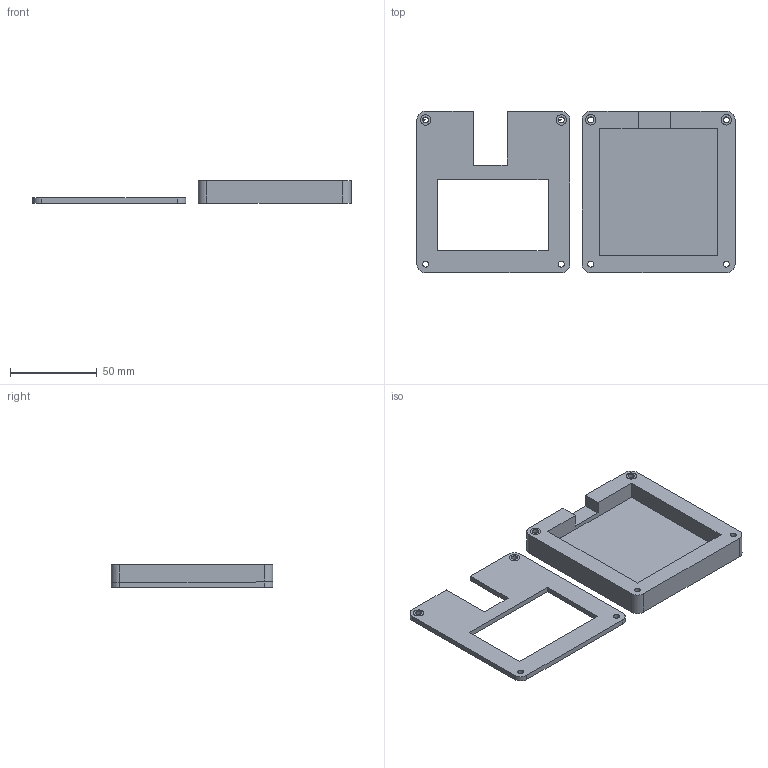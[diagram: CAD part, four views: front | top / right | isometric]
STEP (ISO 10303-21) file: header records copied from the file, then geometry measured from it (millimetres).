
FILE_DESCRIPTION(/* description */ (''),/* implementation_level */ '2;1');
FILE_NAME(/* name */ 'Case.step',/* time_stamp */ '2025-12-03T20:26:17-07:00',/* author */ (''),/* organization */ (''),/* preprocessor_version */ 'ST-DEVELOPER v20.1',/* originating_system */ 'Autodesk Translation Framework v14.21.0.0',/* authorisation */ '');
FILE_SCHEMA (('AUTOMOTIVE_DESIGN { 1 0 10303 214 3 1 1 }'));
Length unit declared in the file: millimetre
Products named in the file (2): 2025-12-03-10-12-34-906; 2025-12-03-17-14-50-503
Assembly tree (1 placements, depth 2):
  2025-12-03-10-12-34-906
    2025-12-03-17-14-50-503
Bounding box: 183 x 93.02 x 13.12 mm (x, y, z)
Volume: 69345.1 mm3; surface area: 35938 mm2
Topology: 2 solids, 2 shells, 389 faces, 1076 edges, 719 vertices
Faces by surface type: bspline 227, plane 140, cylinder 22
Full cylindrical faces by diameter (mm): 3.4 x10, 6 x2
Entity records: 14575 total; most frequent: CARTESIAN_POINT 6046, ORIENTED_EDGE 2152, EDGE_CURVE 1076, DIRECTION 1008, VERTEX_POINT 719, LINE 574, VECTOR 574, B_SPLINE_CURVE_WITH_KNOTS 450
